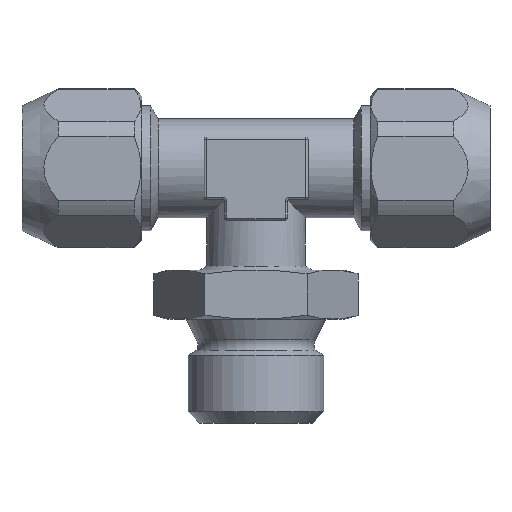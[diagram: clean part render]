
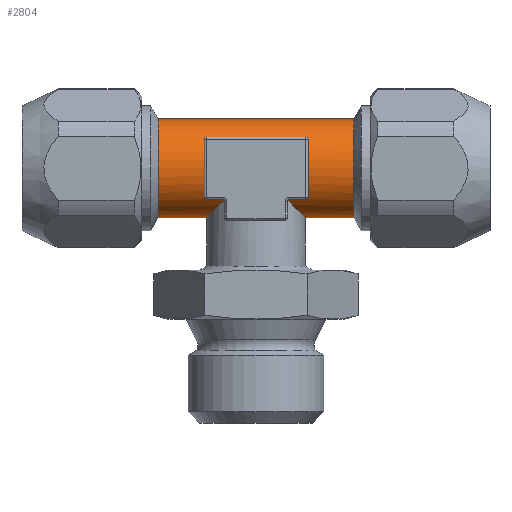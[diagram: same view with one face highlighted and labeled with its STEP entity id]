
A CAD part, top view. The second image highlights one B-rep face of the part: STEP entity #2804.
In plain terms, the highlighted cylindrical face has radius 4.75 mm (diameter 9.5 mm), a partial arc.
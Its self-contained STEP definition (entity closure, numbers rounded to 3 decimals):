
#88=CARTESIAN_POINT('',(3.059,-3.059,3.634));
#89=CARTESIAN_POINT('',(3.186,-3.186,3.527));
#90=CARTESIAN_POINT('',(3.428,-3.428,3.3));
#91=CARTESIAN_POINT('',(3.75,-3.75,2.929));
#92=CARTESIAN_POINT('',(4.034,-4.034,2.524));
#93=CARTESIAN_POINT('',(4.279,-4.279,2.084));
#94=CARTESIAN_POINT('',(4.48,-4.48,1.607));
#95=CARTESIAN_POINT('',(4.633,-4.633,1.095));
#96=CARTESIAN_POINT('',(4.728,-4.728,0.555));
#97=CARTESIAN_POINT('',(4.75,-4.75,0.186));
#98=CARTESIAN_POINT('',(4.75,-4.75,0.));
#100=DIRECTION('',(-1.,0.,0.));
#101=VECTOR('',#100,9.6);
#102=CARTESIAN_POINT('',(4.8,3.,3.683));
#103=LINE('',#102,#101);
#104=CARTESIAN_POINT('',(-3.059,-3.059,3.634));
#105=CARTESIAN_POINT('',(-3.339,-3.339,3.398));
#106=CARTESIAN_POINT('',(-3.835,-3.835,2.868));
#107=CARTESIAN_POINT('',(-4.362,-4.362,1.974));
#108=CARTESIAN_POINT('',(-4.687,-4.687,
0.973));
#109=CARTESIAN_POINT('',(-4.75,-4.75,0.32));
#110=CARTESIAN_POINT('',(-4.75,-4.75,0.));
#116=DIRECTION('',(1.,0.,0.));
#117=VECTOR('',#116,4.662);
#118=CARTESIAN_POINT('',(4.75,-4.75,0.));
#119=LINE('',#118,#117);
#120=DIRECTION('',(-1.,0.,0.));
#121=VECTOR('',#120,18.825);
#122=CARTESIAN_POINT('',(9.412,4.75,0.));
#123=LINE('',#122,#121);
#124=DIRECTION('',(-1.,0.,0.));
#125=VECTOR('',#124,4.662);
#126=CARTESIAN_POINT('',(-4.75,-4.75,0.));
#127=LINE('',#126,#125);
#160=CARTESIAN_POINT('',(4.8,3.,3.683));
#161=CARTESIAN_POINT('',(4.835,3.,3.683));
#162=CARTESIAN_POINT('',(4.904,2.981,3.698));
#163=CARTESIAN_POINT('',(4.979,2.908,3.757));
#164=CARTESIAN_POINT('',(5.,2.838,3.809));
#165=CARTESIAN_POINT('',(5.,2.8,3.837));
#184=CARTESIAN_POINT('',(5.,0.,0.));
#185=DIRECTION('',(1.,0.,0.));
#186=DIRECTION('',(0.,0.589,0.808));
#187=AXIS2_PLACEMENT_3D('',#184,#185,#186);
#218=CARTESIAN_POINT('',(5.,-2.8,3.837));
#219=CARTESIAN_POINT('',(5.,-2.828,3.817));
#220=CARTESIAN_POINT('',(4.988,-2.881,3.777));
#221=CARTESIAN_POINT('',(4.943,-2.947,3.726));
#222=CARTESIAN_POINT('',(4.877,-2.99,3.691));
#223=CARTESIAN_POINT('',(4.826,-3.,3.683));
#224=CARTESIAN_POINT('',(4.8,-3.,3.683));
#244=DIRECTION('',(1.,0.,0.));
#245=VECTOR('',#244,1.6);
#246=CARTESIAN_POINT('',(3.2,-3.,3.683));
#247=LINE('',#246,#245);
#276=CARTESIAN_POINT('',(3.2,-3.,3.683));
#277=CARTESIAN_POINT('',(3.173,-3.,3.683));
#278=CARTESIAN_POINT('',(3.12,-3.011,3.674));
#279=CARTESIAN_POINT('',(3.077,-3.04,3.65));
#280=CARTESIAN_POINT('',(3.059,-3.059,3.634));
#490=CARTESIAN_POINT('',(-3.059,-3.059,3.634));
#491=CARTESIAN_POINT('',(-3.076,-3.041,3.649));
#492=CARTESIAN_POINT('',(-3.119,-3.012,3.673));
#493=CARTESIAN_POINT('',(-3.172,-3.,3.683));
#494=CARTESIAN_POINT('',(-3.2,-3.,3.683));
#518=DIRECTION('',(1.,0.,0.));
#519=VECTOR('',#518,1.6);
#520=CARTESIAN_POINT('',(-4.8,-3.,3.683));
#521=LINE('',#520,#519);
#550=CARTESIAN_POINT('',(-4.8,-3.,3.683));
#551=CARTESIAN_POINT('',(-4.836,-3.,3.683));
#552=CARTESIAN_POINT('',(-4.906,-2.98,3.699));
#553=CARTESIAN_POINT('',(-4.98,-2.905,3.758));
#554=CARTESIAN_POINT('',(-5.,-2.837,3.81));
#555=CARTESIAN_POINT('',(-5.,-2.8,3.837));
#574=CARTESIAN_POINT('',(-5.,0.,0.));
#575=DIRECTION('',(1.,0.,0.));
#576=DIRECTION('',(0.,0.589,0.808));
#577=AXIS2_PLACEMENT_3D('',#574,#575,#576);
#608=CARTESIAN_POINT('',(-5.,2.8,3.837));
#609=CARTESIAN_POINT('',(-5.,2.837,3.81));
#610=CARTESIAN_POINT('',(-4.98,2.905,3.759));
#611=CARTESIAN_POINT('',(-4.906,2.98,3.699));
#612=CARTESIAN_POINT('',(-4.836,3.,3.683));
#613=CARTESIAN_POINT('',(-4.8,3.,3.683));
#1772=CARTESIAN_POINT('',(-9.412,0.,0.));
#1773=DIRECTION('',(1.,0.,0.));
#1774=DIRECTION('',(0.,1.,0.));
#1775=AXIS2_PLACEMENT_3D('',#1772,#1773,#1774);
#2244=CARTESIAN_POINT('',(9.412,0.,0.));
#2245=DIRECTION('',(1.,0.,0.));
#2246=DIRECTION('',(0.,1.,0.));
#2247=AXIS2_PLACEMENT_3D('',#2244,#2245,#2246);
#2249=CARTESIAN_POINT('',(-9.412,4.75,0.));
#2250=CARTESIAN_POINT('',(-9.412,-4.75,0.));
#2251=VERTEX_POINT('',#2249);
#2252=VERTEX_POINT('',#2250);
#2357=CARTESIAN_POINT('',(-5.,2.8,3.837));
#2358=CARTESIAN_POINT('',(-5.,-2.8,3.837));
#2359=VERTEX_POINT('',#2357);
#2360=VERTEX_POINT('',#2358);
#2365=CARTESIAN_POINT('',(-4.8,-3.,3.683));
#2366=CARTESIAN_POINT('',(-3.2,-3.,3.683));
#2367=VERTEX_POINT('',#2365);
#2368=VERTEX_POINT('',#2366);
#2373=VERTEX_POINT('',#613);
#2379=VERTEX_POINT('',#104);
#2380=VERTEX_POINT('',#110);
#2406=CARTESIAN_POINT('',(9.412,4.75,0.));
#2407=CARTESIAN_POINT('',(9.412,-4.75,0.));
#2408=VERTEX_POINT('',#2406);
#2409=VERTEX_POINT('',#2407);
#2410=CARTESIAN_POINT('',(5.,2.8,3.837));
#2411=CARTESIAN_POINT('',(5.,-2.8,3.837));
#2412=VERTEX_POINT('',#2410);
#2413=VERTEX_POINT('',#2411);
#2418=CARTESIAN_POINT('',(3.2,-3.,3.683));
#2419=CARTESIAN_POINT('',(4.8,-3.,3.683));
#2420=VERTEX_POINT('',#2418);
#2421=VERTEX_POINT('',#2419);
#2426=VERTEX_POINT('',#280);
#2428=VERTEX_POINT('',#160);
#2430=VERTEX_POINT('',#98);
#2763=CARTESIAN_POINT('',(-24.388,0.,0.));
#2764=DIRECTION('',(1.,0.,0.));
#2765=DIRECTION('',(0.,-1.,0.));
#2766=AXIS2_PLACEMENT_3D('',#2763,#2764,#2765);
#2767=CYLINDRICAL_SURFACE('',#2766,4.75);
#2769=ORIENTED_EDGE('',*,*,#2768,.F.);
#2771=ORIENTED_EDGE('',*,*,#2770,.T.);
#2773=ORIENTED_EDGE('',*,*,#2772,.F.);
#2774=ORIENTED_EDGE('',*,*,#2737,.F.);
#2776=ORIENTED_EDGE('',*,*,#2775,.F.);
#2778=ORIENTED_EDGE('',*,*,#2777,.T.);
#2780=ORIENTED_EDGE('',*,*,#2779,.F.);
#2782=ORIENTED_EDGE('',*,*,#2781,.F.);
#2784=ORIENTED_EDGE('',*,*,#2783,.F.);
#2786=ORIENTED_EDGE('',*,*,#2785,.T.);
#2788=ORIENTED_EDGE('',*,*,#2787,.F.);
#2790=ORIENTED_EDGE('',*,*,#2789,.T.);
#2792=ORIENTED_EDGE('',*,*,#2791,.F.);
#2794=ORIENTED_EDGE('',*,*,#2793,.T.);
#2796=ORIENTED_EDGE('',*,*,#2795,.F.);
#2797=ORIENTED_EDGE('',*,*,#2745,.T.);
#2799=ORIENTED_EDGE('',*,*,#2798,.T.);
#2801=ORIENTED_EDGE('',*,*,#2800,.F.);
#2802=EDGE_LOOP('',(#2769,#2771,#2773,#2774,#2776,#2778,#2780,#2782,#2784,#2786,
#2788,#2790,#2792,#2794,#2796,#2797,#2799,#2801));
#2803=FACE_OUTER_BOUND('',#2802,.F.);
#2804=ADVANCED_FACE('',(#2803),#2767,.T.);
#99=B_SPLINE_CURVE_WITH_KNOTS('',3,(#88,#89,#90,#91,#92,#93,#94,#95,#96,#97,
#98),.UNSPECIFIED.,.F.,.F.,(4,1,1,1,1,1,1,1,4),(0.,0.125,0.25,0.375,
0.5,0.625,0.75,0.875,1.),.UNSPECIFIED.);
#111=B_SPLINE_CURVE_WITH_KNOTS('',3,(#104,#105,#106,#107,#108,#109,#110),
.UNSPECIFIED.,.F.,.F.,(4,1,1,1,4),(0.,0.25,0.5,0.75,1.),
.UNSPECIFIED.);
#166=B_SPLINE_CURVE_WITH_KNOTS('',3,(#160,#161,#162,#163,#164,#165),
.UNSPECIFIED.,.F.,.F.,(4,1,1,4),(0.,0.333,0.667,1.),
.UNSPECIFIED.);
#188=CIRCLE('',#187,4.75);
#225=B_SPLINE_CURVE_WITH_KNOTS('',3,(#218,#219,#220,#221,#222,#223,#224),
.UNSPECIFIED.,.F.,.F.,(4,1,1,1,4),(0.,0.25,0.5,0.75,1.),
.UNSPECIFIED.);
#281=B_SPLINE_CURVE_WITH_KNOTS('',3,(#276,#277,#278,#279,#280),.UNSPECIFIED.,
.F.,.F.,(4,1,4),(0.,0.5,1.),.UNSPECIFIED.);
#495=B_SPLINE_CURVE_WITH_KNOTS('',3,(#490,#491,#492,#493,#494),.UNSPECIFIED.,
.F.,.F.,(4,1,4),(0.,0.5,1.),.UNSPECIFIED.);
#556=B_SPLINE_CURVE_WITH_KNOTS('',3,(#550,#551,#552,#553,#554,#555),
.UNSPECIFIED.,.F.,.F.,(4,1,1,4),(0.,0.333,0.667,1.),
.UNSPECIFIED.);
#578=CIRCLE('',#577,4.75);
#614=B_SPLINE_CURVE_WITH_KNOTS('',3,(#608,#609,#610,#611,#612,#613),
.UNSPECIFIED.,.F.,.F.,(4,1,1,4),(0.,0.333,0.667,1.),
.UNSPECIFIED.);
#1776=CIRCLE('',#1775,4.75);
#2248=CIRCLE('',#2247,4.75);
#2737=EDGE_CURVE('',#2426,#2430,#99,.T.);
#2745=EDGE_CURVE('',#2379,#2380,#111,.T.);
#2768=EDGE_CURVE('',#2408,#2251,#123,.T.);
#2770=EDGE_CURVE('',#2408,#2409,#2248,.T.);
#2772=EDGE_CURVE('',#2430,#2409,#119,.T.);
#2775=EDGE_CURVE('',#2420,#2426,#281,.T.);
#2777=EDGE_CURVE('',#2420,#2421,#247,.T.);
#2779=EDGE_CURVE('',#2413,#2421,#225,.T.);
#2781=EDGE_CURVE('',#2412,#2413,#188,.T.);
#2783=EDGE_CURVE('',#2428,#2412,#166,.T.);
#2785=EDGE_CURVE('',#2428,#2373,#103,.T.);
#2787=EDGE_CURVE('',#2359,#2373,#614,.T.);
#2789=EDGE_CURVE('',#2359,#2360,#578,.T.);
#2791=EDGE_CURVE('',#2367,#2360,#556,.T.);
#2793=EDGE_CURVE('',#2367,#2368,#521,.T.);
#2795=EDGE_CURVE('',#2379,#2368,#495,.T.);
#2798=EDGE_CURVE('',#2380,#2252,#127,.T.);
#2800=EDGE_CURVE('',#2251,#2252,#1776,.T.);
